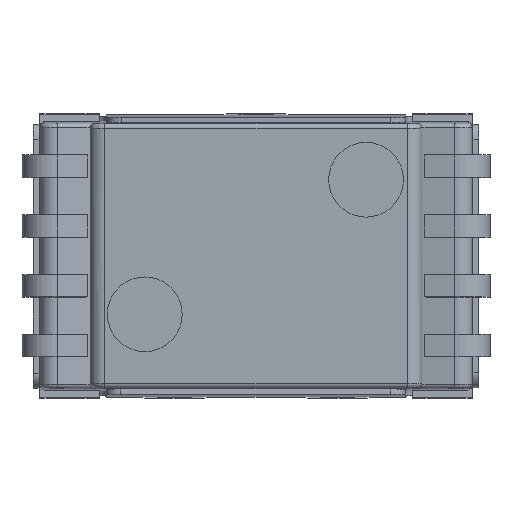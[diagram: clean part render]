
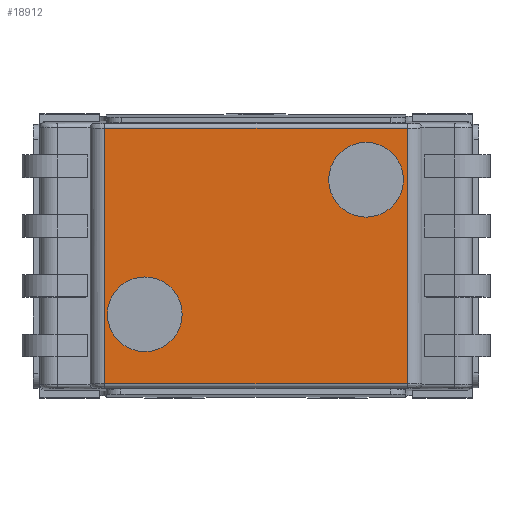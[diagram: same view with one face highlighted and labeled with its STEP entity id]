
A CAD part, top view. The second image highlights one B-rep face of the part: STEP entity #18912.
In plain terms, the highlighted planar face has unit normal (0, 0, 1).
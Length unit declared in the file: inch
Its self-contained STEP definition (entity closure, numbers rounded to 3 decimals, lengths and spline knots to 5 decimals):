
#16459=CARTESIAN_POINT('',(0.1015,0.08589,0.059));
#16460=VERTEX_POINT('',#16459);
#16493=CARTESIAN_POINT('',(-0.1005,0.08589,0.059));
#16494=VERTEX_POINT('',#16493);
#16502=CARTESIAN_POINT('',(-0.1005,0.08589,0.059));
#16503=DIRECTION('',(1.0,0.0,0.0));
#16504=VECTOR('',#16503,0.202);
#16505=LINE('',#16502,#16504);
#16506=EDGE_CURVE('',#16494,#16460,#16505,.T.);
#17012=CARTESIAN_POINT('',(-0.1005,-0.08489,0.059));
#17013=VERTEX_POINT('',#17012);
#17046=CARTESIAN_POINT('',(0.1015,-0.08489,0.059));
#17047=VERTEX_POINT('',#17046);
#17055=CARTESIAN_POINT('',(0.1015,-0.08489,0.059));
#17056=DIRECTION('',(-1.0,0.0,0.0));
#17057=VECTOR('',#17056,0.202);
#17058=LINE('',#17055,#17057);
#17059=EDGE_CURVE('',#17047,#17013,#17058,.T.);
#18069=CARTESIAN_POINT('',(-0.04889,-0.03858,0.059));
#18070=VERTEX_POINT('',#18069);
#18071=CARTESIAN_POINT('',(-0.07389,-0.03858,0.059));
#18072=DIRECTION('',(0.0,0.0,-1.0));
#18073=DIRECTION('',(-1.0,0.0,0.0));
#18074=AXIS2_PLACEMENT_3D('',#18071,#18072,#18073);
#18075=CIRCLE('',#18074,0.025);
#18076=EDGE_CURVE('',#18070,#18070,#18075,.T.);
#18106=CARTESIAN_POINT('',(0.09911,0.05142,0.059));
#18107=VERTEX_POINT('',#18106);
#18108=CARTESIAN_POINT('',(0.07411,0.05142,0.059));
#18109=DIRECTION('',(0.0,0.0,-1.0));
#18110=DIRECTION('',(-1.0,0.0,0.0));
#18111=AXIS2_PLACEMENT_3D('',#18108,#18109,#18110);
#18112=CIRCLE('',#18111,0.025);
#18113=EDGE_CURVE('',#18107,#18107,#18112,.T.);
#18879=CARTESIAN_POINT('',(0.1015,-0.08489,0.059));
#18880=DIRECTION('',(0.0,1.0,0.0));
#18881=VECTOR('',#18880,0.17078);
#18882=LINE('',#18879,#18881);
#18883=EDGE_CURVE('',#17047,#16460,#18882,.T.);
#18890=CARTESIAN_POINT('',(0.1015,0.0005,0.059));
#18891=DIRECTION('',(0.0,0.0,1.0));
#18892=DIRECTION('',(1.0,0.0,0.0));
#18893=AXIS2_PLACEMENT_3D('',#18890,#18891,#18892);
#18894=PLANE('',#18893);
#18895=ORIENTED_EDGE('',*,*,#16506,.F.);
#18896=CARTESIAN_POINT('',(-0.1005,-0.08489,0.059));
#18897=DIRECTION('',(0.0,1.0,0.0));
#18898=VECTOR('',#18897,0.17078);
#18899=LINE('',#18896,#18898);
#18900=EDGE_CURVE('',#17013,#16494,#18899,.T.);
#18901=ORIENTED_EDGE('',*,*,#18900,.F.);
#18902=ORIENTED_EDGE('',*,*,#17059,.F.);
#18903=ORIENTED_EDGE('',*,*,#18883,.T.);
#18904=EDGE_LOOP('',(#18895,#18901,#18902,#18903));
#18905=FACE_OUTER_BOUND('',#18904,.T.);
#18906=ORIENTED_EDGE('',*,*,#18076,.T.);
#18907=EDGE_LOOP('',(#18906));
#18908=FACE_BOUND('',#18907,.T.);
#18909=ORIENTED_EDGE('',*,*,#18113,.T.);
#18910=EDGE_LOOP('',(#18909));
#18911=FACE_BOUND('',#18910,.T.);
#18912=ADVANCED_FACE('',(#18905,#18908,#18911),#18894,.T.);
